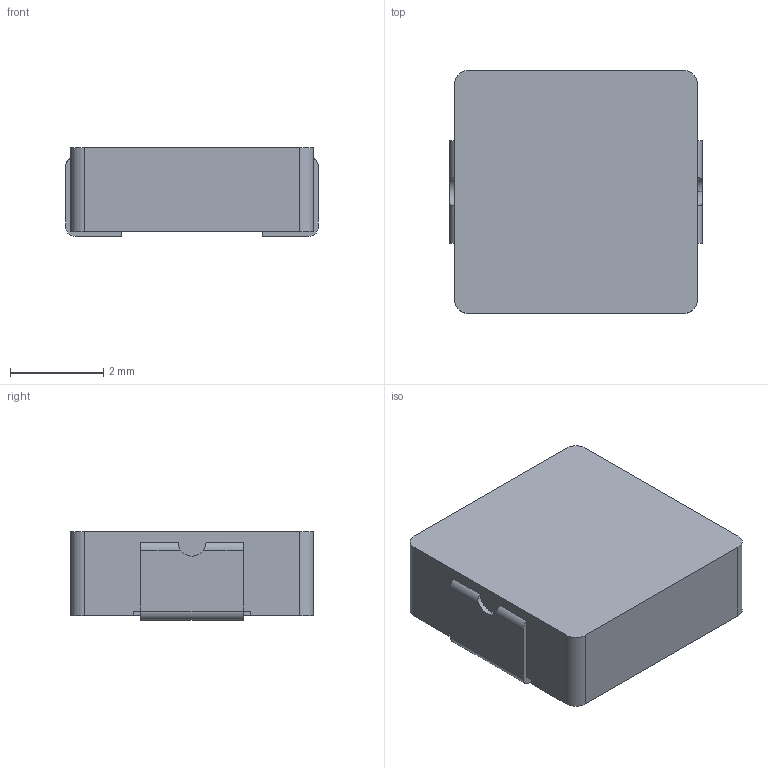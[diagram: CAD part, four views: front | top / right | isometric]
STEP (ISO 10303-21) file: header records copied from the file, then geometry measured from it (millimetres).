
FILE_DESCRIPTION (( 'STEP AP214' ), '1' );
FILE_NAME ('IND0518S.STEP', '2022-10-10T02:46:19', ( '' ), ( '' ), 'SwSTEP 2.0', 'SolidWorks 2019', '' );
FILE_SCHEMA (( 'AUTOMOTIVE_DESIGN' ));
Length unit declared in the file: millimetre
Products named in the file (1): IND0518S
Bounding box: 5.4 x 5.2 x 1.9 mm (x, y, z)
Volume: 49.5 mm3; surface area: 94.6 mm2
Topology: 1 solids, 1 shells, 70 faces, 192 edges, 128 vertices
Faces by surface type: plane 45, cylinder 13, bspline 12
Entity records: 2824 total; most frequent: CARTESIAN_POINT 1075, ORIENTED_EDGE 384, DIRECTION 304, EDGE_CURVE 192, VECTOR 142, LINE 142, VERTEX_POINT 128, AXIS2_PLACEMENT_3D 81
